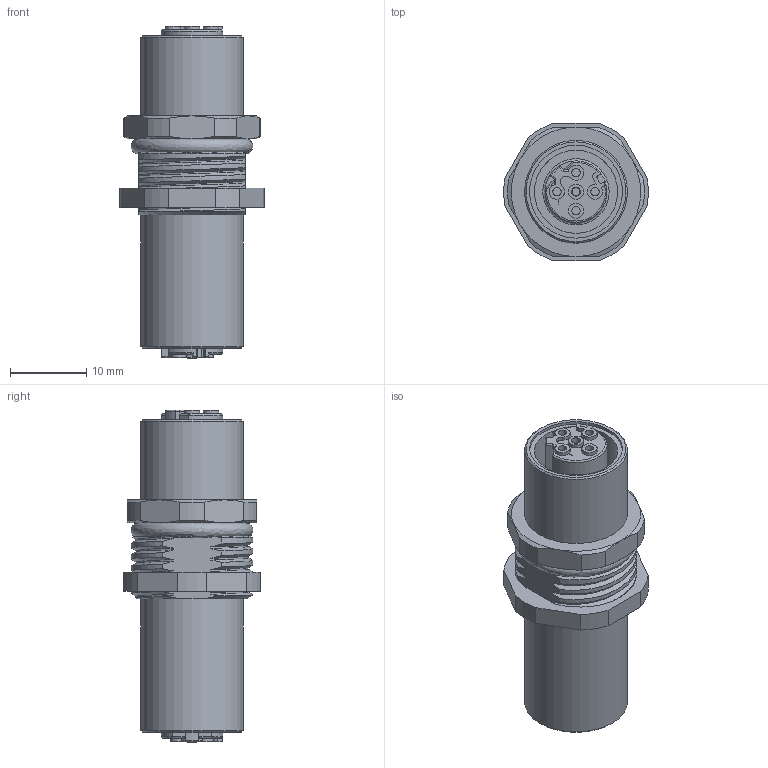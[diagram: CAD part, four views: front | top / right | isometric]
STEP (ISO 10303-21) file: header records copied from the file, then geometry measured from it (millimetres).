
FILE_DESCRIPTION (( 'STEP AP214' ), '1' );
FILE_NAME ('M124DFFS.STEP', '2018-01-23T15:19:13', ( '' ), ( '' ), 'SwSTEP 2.0', 'SolidWorks 2014', '' );
FILE_SCHEMA (( 'AUTOMOTIVE_DESIGN' ));
Length unit declared in the file: millimetre
Products named in the file (1): M124DFFS
Bounding box: 18.96 x 18 x 43.6 mm (x, y, z)
Volume: 6107 mm3; surface area: 4005.4 mm2
Topology: 1 solids, 1 shells, 213 faces, 536 edges, 351 vertices
Faces by surface type: plane 85, cylinder 68, bspline 40, cone 20
Full cylindrical faces by diameter (mm): 1.1 x8, 2 x4, 8.1 x2, 10.917 x2, 12.2 x2, 13.5 x2
Entity records: 13970 total; most frequent: CARTESIAN_POINT 7613, ORIENTED_EDGE 1002, DIRECTION 803, EDGE_CURVE 501, VERTEX_POINT 344, AXIS2_PLACEMENT_3D 309, EDGE_LOOP 265, FACE_OUTER_BOUND 235
